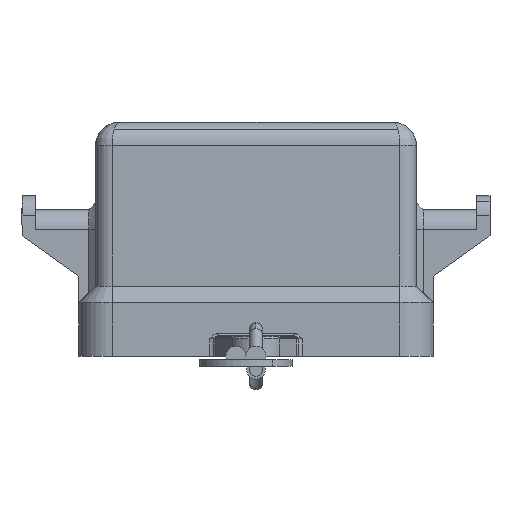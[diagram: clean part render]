
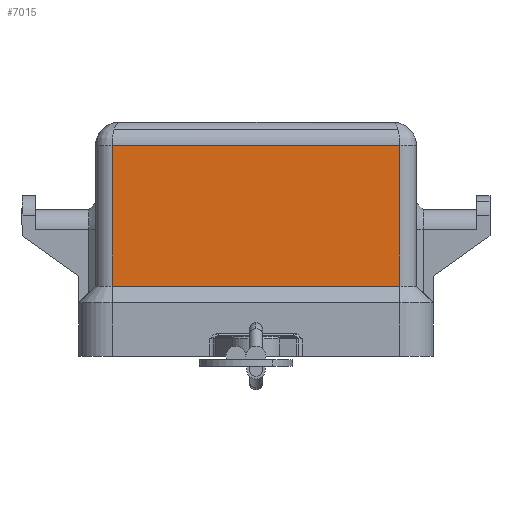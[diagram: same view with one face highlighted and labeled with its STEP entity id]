
A CAD part, left-side view. The second image highlights one B-rep face of the part: STEP entity #7015.
In plain terms, the highlighted planar face has unit normal (-1, 0, 0).
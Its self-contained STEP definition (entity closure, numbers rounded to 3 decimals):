
#6346=CARTESIAN_POINT('',(-12.,10.75,15.75));
#6347=VERTEX_POINT('',#6346);
#6521=CARTESIAN_POINT('',(-12.,-10.75,15.75));
#6522=VERTEX_POINT('',#6521);
#6568=CARTESIAN_POINT('',(-12.,10.75,15.75));
#6569=DIRECTION('',(0.0,-1.0,0.0));
#6570=VECTOR('',#6569,21.5);
#6571=LINE('',#6568,#6570);
#6572=EDGE_CURVE('',#6347,#6522,#6571,.T.);
#6645=CARTESIAN_POINT('',(-12.,-10.75,5.25));
#6646=VERTEX_POINT('',#6645);
#6647=CARTESIAN_POINT('',(-12.,-10.75,5.25));
#6648=DIRECTION('',(0.0,0.0,1.0));
#6649=VECTOR('',#6648,10.5);
#6650=LINE('',#6647,#6649);
#6651=EDGE_CURVE('',#6646,#6522,#6650,.T.);
#6921=CARTESIAN_POINT('',(-12.,10.75,5.25));
#6922=VERTEX_POINT('',#6921);
#6976=CARTESIAN_POINT('',(-12.,-10.75,5.25));
#6977=DIRECTION('',(0.0,1.0,0.0));
#6978=VECTOR('',#6977,21.5);
#6979=LINE('',#6976,#6978);
#6980=EDGE_CURVE('',#6646,#6922,#6979,.T.);
#6995=CARTESIAN_POINT('',(-12.,10.75,5.25));
#6996=DIRECTION('',(0.0,0.0,1.0));
#6997=VECTOR('',#6996,10.5);
#6998=LINE('',#6995,#6997);
#6999=EDGE_CURVE('',#6922,#6347,#6998,.T.);
#7004=CARTESIAN_POINT('',(-12.,-10.75,0.0));
#7005=DIRECTION('',(-1.0,0.0,0.0));
#7006=DIRECTION('',(0.0,0.0,1.0));
#7007=AXIS2_PLACEMENT_3D('',#7004,#7005,#7006);
#7008=PLANE('',#7007);
#7009=ORIENTED_EDGE('',*,*,#6572,.F.);
#7010=ORIENTED_EDGE('',*,*,#6999,.F.);
#7011=ORIENTED_EDGE('',*,*,#6980,.F.);
#7012=ORIENTED_EDGE('',*,*,#6651,.T.);
#7013=EDGE_LOOP('',(#7009,#7010,#7011,#7012));
#7014=FACE_OUTER_BOUND('',#7013,.T.);
#7015=ADVANCED_FACE('',(#7014),#7008,.T.);
